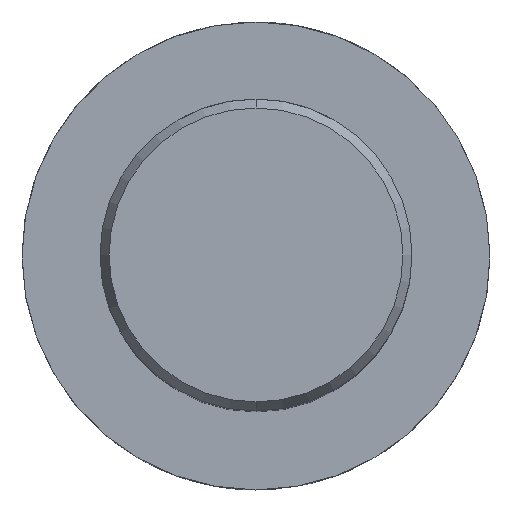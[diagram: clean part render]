
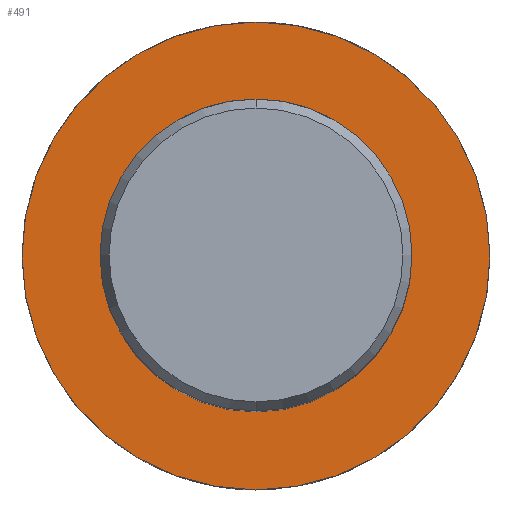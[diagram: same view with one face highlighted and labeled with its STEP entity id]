
A CAD part, top view. The second image highlights one B-rep face of the part: STEP entity #491.
In plain terms, the highlighted planar face has unit normal (0, 0, 1).
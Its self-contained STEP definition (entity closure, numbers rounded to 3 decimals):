
#441=EDGE_CURVE('',#579,#543,#1240,.T.);
#491=ADVANCED_FACE('',(#1294,#1295),#1296,.T.);
#543=VERTEX_POINT('',#1354);
#567=EDGE_CURVE('',#841,#849,#1379,.T.);
#579=VERTEX_POINT('',#1391);
#717=EDGE_CURVE('',#543,#579,#1541,.T.);
#841=VERTEX_POINT('',#1678);
#849=VERTEX_POINT('',#1686);
#1117=EDGE_CURVE('',#849,#841,#1975,.T.);
#1240=CIRCLE('',#2255,30.0);
#1294=FACE_BOUND('',#2343,.T.);
#1295=FACE_OUTER_BOUND('',#2344,.T.);
#1296=PLANE('',#2345);
#1354=CARTESIAN_POINT('',(0.0,30.0,-70.0));
#1379=CIRCLE('',#2829,20.0);
#1391=CARTESIAN_POINT('',(0.,-30.0,-70.0));
#1541=CIRCLE('',#3226,30.0);
#1678=CARTESIAN_POINT('',(0.0,20.0,-70.0));
#1686=CARTESIAN_POINT('',(0.,-20.0,-70.0));
#1975=CIRCLE('',#4838,20.0);
#2255=AXIS2_PLACEMENT_3D('',#5540,#5541,#5542);
#2343=EDGE_LOOP('',(#5596,#5597));
#2344=EDGE_LOOP('',(#5598,#5599));
#2345=AXIS2_PLACEMENT_3D('',#5600,#5601,#5602);
#2829=AXIS2_PLACEMENT_3D('',#5700,#5701,#5702);
#3226=AXIS2_PLACEMENT_3D('',#5853,#5854,#5855);
#4838=AXIS2_PLACEMENT_3D('',#6304,#6305,#6306);
#5540=CARTESIAN_POINT('',(0.0,0.0,-70.0));
#5541=DIRECTION('',(0.0,0.0,-1.0));
#5542=DIRECTION('',(0.0,1.0,0.0));
#5596=ORIENTED_EDGE('',*,*,#567,.T.);
#5597=ORIENTED_EDGE('',*,*,#1117,.T.);
#5598=ORIENTED_EDGE('',*,*,#717,.F.);
#5599=ORIENTED_EDGE('',*,*,#441,.F.);
#5600=CARTESIAN_POINT('',(0.0,15.0,-70.0));
#5601=DIRECTION('',(-0.0,0.0,1.0));
#5602=DIRECTION('',(0.0,-1.0,0.0));
#5700=CARTESIAN_POINT('',(0.0,0.0,-70.0));
#5701=DIRECTION('',(-0.0,0.0,-1.0));
#5702=DIRECTION('',(0.0,1.0,0.0));
#5853=CARTESIAN_POINT('',(0.0,0.0,-70.0));
#5854=DIRECTION('',(0.0,0.0,-1.0));
#5855=DIRECTION('',(0.0,1.0,0.0));
#6304=CARTESIAN_POINT('',(0.0,0.0,-70.0));
#6305=DIRECTION('',(-0.0,0.0,-1.0));
#6306=DIRECTION('',(0.0,1.0,0.0));
